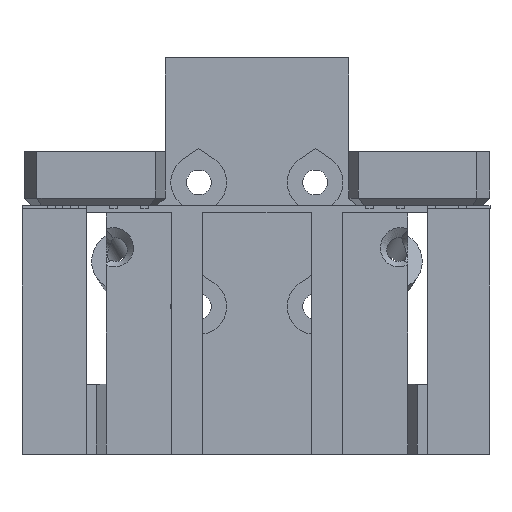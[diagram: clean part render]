
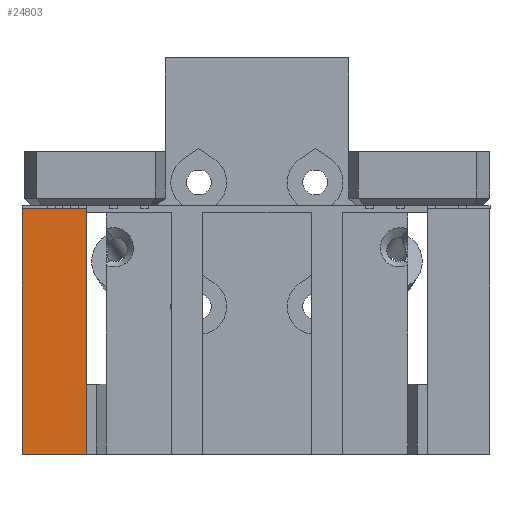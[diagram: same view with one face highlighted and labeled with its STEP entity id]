
A CAD part, front view. The second image highlights one B-rep face of the part: STEP entity #24803.
In plain terms, the highlighted planar face has unit normal (0, -1, 0).
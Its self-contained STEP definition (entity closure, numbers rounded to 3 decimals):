
#15349 = PLANE('',#15350);
#15350 = AXIS2_PLACEMENT_3D('',#15351,#15352,#15353);
#15351 = CARTESIAN_POINT('',(-30.284,15.684,26.777)
  );
#15352 = DIRECTION('',(-1.,0.,0.));
#15353 = DIRECTION('',(0.,0.,1.));
#21619 = PLANE('',#21620);
#21620 = AXIS2_PLACEMENT_3D('',#21621,#21622,#21623);
#21621 = CARTESIAN_POINT('',(-0.11,13.427,
    39.653));
#21622 = DIRECTION('',(0.,0.,1.));
#21623 = DIRECTION('',(0.,1.,0.));
#21647 = PLANE('',#21648);
#21648 = AXIS2_PLACEMENT_3D('',#21649,#21650,#21651);
#21649 = CARTESIAN_POINT('',(-21.974,8.028,39.653)
  );
#21650 = DIRECTION('',(-1.,0.,0.));
#21651 = DIRECTION('',(0.,-1.,0.));
#24705 = VERTEX_POINT('',#24706);
#24706 = CARTESIAN_POINT('',(-21.974,3.,39.653)
  );
#24727 = EDGE_CURVE('',#24705,#24728,#24730,.T.);
#24728 = VERTEX_POINT('',#24729);
#24729 = CARTESIAN_POINT('',(-21.974,3.,8.053));
#24730 = SURFACE_CURVE('',#24731,(#24735,#24742),.PCURVE_S1.);
#24731 = LINE('',#24732,#24733);
#24732 = CARTESIAN_POINT('',(-21.974,3.,39.653)
  );
#24733 = VECTOR('',#24734,1.);
#24734 = DIRECTION('',(0.,0.,-1.));
#24735 = PCURVE('',#21647,#24736);
#24736 = DEFINITIONAL_REPRESENTATION('',(#24737),#24741);
#24737 = LINE('',#24738,#24739);
#24738 = CARTESIAN_POINT('',(5.028,0.));
#24739 = VECTOR('',#24740,1.);
#24740 = DIRECTION('',(0.,-1.));
#24741 = ( GEOMETRIC_REPRESENTATION_CONTEXT(2) 
PARAMETRIC_REPRESENTATION_CONTEXT() REPRESENTATION_CONTEXT('2D SPACE',''
  ) );
#24742 = PCURVE('',#24743,#24748);
#24743 = PLANE('',#24744);
#24744 = AXIS2_PLACEMENT_3D('',#24745,#24746,#24747);
#24745 = CARTESIAN_POINT('',(-21.974,3.,39.653)
  );
#24746 = DIRECTION('',(0.,1.,0.));
#24747 = DIRECTION('',(-1.,0.,0.));
#24748 = DEFINITIONAL_REPRESENTATION('',(#24749),#24753);
#24749 = LINE('',#24750,#24751);
#24750 = CARTESIAN_POINT('',(0.,0.));
#24751 = VECTOR('',#24752,1.);
#24752 = DIRECTION('',(0.,-1.));
#24753 = ( GEOMETRIC_REPRESENTATION_CONTEXT(2) 
PARAMETRIC_REPRESENTATION_CONTEXT() REPRESENTATION_CONTEXT('2D SPACE',''
  ) );
#24771 = PLANE('',#24772);
#24772 = AXIS2_PLACEMENT_3D('',#24773,#24774,#24775);
#24773 = CARTESIAN_POINT('',(0.,15.674,8.053)
  );
#24774 = DIRECTION('',(0.,0.,-1.));
#24775 = DIRECTION('',(0.,1.,0.));
#24803 = ADVANCED_FACE('',(#24804),#24743,.F.);
#24804 = FACE_BOUND('',#24805,.T.);
#24805 = EDGE_LOOP('',(#24806,#24831,#24852,#24853));
#24806 = ORIENTED_EDGE('',*,*,#24807,.T.);
#24807 = EDGE_CURVE('',#24808,#24810,#24812,.T.);
#24808 = VERTEX_POINT('',#24809);
#24809 = CARTESIAN_POINT('',(-30.284,3.,39.653)
  );
#24810 = VERTEX_POINT('',#24811);
#24811 = CARTESIAN_POINT('',(-30.284,3.,8.053));
#24812 = SURFACE_CURVE('',#24813,(#24817,#24824),.PCURVE_S1.);
#24813 = LINE('',#24814,#24815);
#24814 = CARTESIAN_POINT('',(-30.284,3.,39.653)
  );
#24815 = VECTOR('',#24816,1.);
#24816 = DIRECTION('',(0.,0.,-1.));
#24817 = PCURVE('',#24743,#24818);
#24818 = DEFINITIONAL_REPRESENTATION('',(#24819),#24823);
#24819 = LINE('',#24820,#24821);
#24820 = CARTESIAN_POINT('',(8.31,0.));
#24821 = VECTOR('',#24822,1.);
#24822 = DIRECTION('',(0.,-1.));
#24823 = ( GEOMETRIC_REPRESENTATION_CONTEXT(2) 
PARAMETRIC_REPRESENTATION_CONTEXT() REPRESENTATION_CONTEXT('2D SPACE',''
  ) );
#24824 = PCURVE('',#15349,#24825);
#24825 = DEFINITIONAL_REPRESENTATION('',(#24826),#24830);
#24826 = LINE('',#24827,#24828);
#24827 = CARTESIAN_POINT('',(12.876,-12.684));
#24828 = VECTOR('',#24829,1.);
#24829 = DIRECTION('',(-1.,0.));
#24830 = ( GEOMETRIC_REPRESENTATION_CONTEXT(2) 
PARAMETRIC_REPRESENTATION_CONTEXT() REPRESENTATION_CONTEXT('2D SPACE',''
  ) );
#24831 = ORIENTED_EDGE('',*,*,#24832,.F.);
#24832 = EDGE_CURVE('',#24728,#24810,#24833,.T.);
#24833 = SURFACE_CURVE('',#24834,(#24838,#24845),.PCURVE_S1.);
#24834 = LINE('',#24835,#24836);
#24835 = CARTESIAN_POINT('',(-10.987,3.,
    8.053));
#24836 = VECTOR('',#24837,1.);
#24837 = DIRECTION('',(-1.,-0.,-0.));
#24838 = PCURVE('',#24743,#24839);
#24839 = DEFINITIONAL_REPRESENTATION('',(#24840),#24844);
#24840 = LINE('',#24841,#24842);
#24841 = CARTESIAN_POINT('',(-10.987,-31.6));
#24842 = VECTOR('',#24843,1.);
#24843 = DIRECTION('',(1.,0.));
#24844 = ( GEOMETRIC_REPRESENTATION_CONTEXT(2) 
PARAMETRIC_REPRESENTATION_CONTEXT() REPRESENTATION_CONTEXT('2D SPACE',''
  ) );
#24845 = PCURVE('',#24771,#24846);
#24846 = DEFINITIONAL_REPRESENTATION('',(#24847),#24851);
#24847 = LINE('',#24848,#24849);
#24848 = CARTESIAN_POINT('',(-12.674,-10.987));
#24849 = VECTOR('',#24850,1.);
#24850 = DIRECTION('',(0.,-1.));
#24851 = ( GEOMETRIC_REPRESENTATION_CONTEXT(2) 
PARAMETRIC_REPRESENTATION_CONTEXT() REPRESENTATION_CONTEXT('2D SPACE',''
  ) );
#24852 = ORIENTED_EDGE('',*,*,#24727,.F.);
#24853 = ORIENTED_EDGE('',*,*,#24854,.F.);
#24854 = EDGE_CURVE('',#24808,#24705,#24855,.T.);
#24855 = SURFACE_CURVE('',#24856,(#24860,#24867),.PCURVE_S1.);
#24856 = LINE('',#24857,#24858);
#24857 = CARTESIAN_POINT('',(-30.284,3.,39.653)
  );
#24858 = VECTOR('',#24859,1.);
#24859 = DIRECTION('',(1.,0.,0.));
#24860 = PCURVE('',#24743,#24861);
#24861 = DEFINITIONAL_REPRESENTATION('',(#24862),#24866);
#24862 = LINE('',#24863,#24864);
#24863 = CARTESIAN_POINT('',(8.31,0.));
#24864 = VECTOR('',#24865,1.);
#24865 = DIRECTION('',(-1.,0.));
#24866 = ( GEOMETRIC_REPRESENTATION_CONTEXT(2) 
PARAMETRIC_REPRESENTATION_CONTEXT() REPRESENTATION_CONTEXT('2D SPACE',''
  ) );
#24867 = PCURVE('',#21619,#24868);
#24868 = DEFINITIONAL_REPRESENTATION('',(#24869),#24873);
#24869 = LINE('',#24870,#24871);
#24870 = CARTESIAN_POINT('',(-10.427,30.174));
#24871 = VECTOR('',#24872,1.);
#24872 = DIRECTION('',(0.,-1.));
#24873 = ( GEOMETRIC_REPRESENTATION_CONTEXT(2) 
PARAMETRIC_REPRESENTATION_CONTEXT() REPRESENTATION_CONTEXT('2D SPACE',''
  ) );
